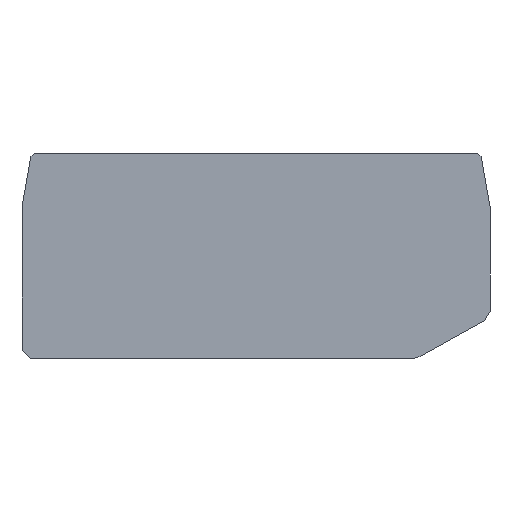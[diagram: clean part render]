
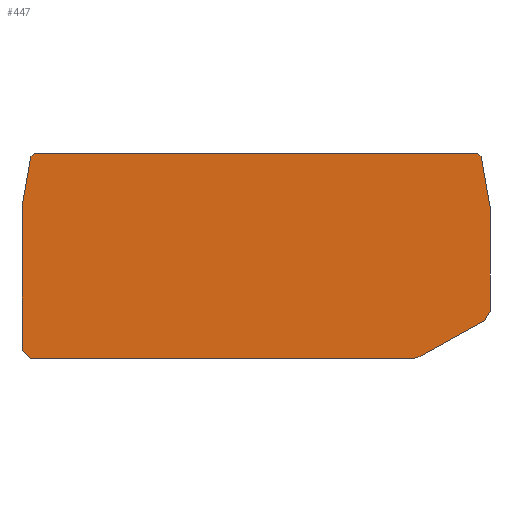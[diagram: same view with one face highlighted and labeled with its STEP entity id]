
A CAD part, front view. The second image highlights one B-rep face of the part: STEP entity #447.
In plain terms, the highlighted free-form (B-spline) face has degree [1, 1] with [2, 2] control points.
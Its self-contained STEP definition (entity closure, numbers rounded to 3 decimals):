
#39=CARTESIAN_POINT('',(32.325,-12.2,0.));
#40=VERTEX_POINT('',#39);
#56=CARTESIAN_POINT('',(33.052,-12.2,0.188));
#57=VERTEX_POINT('',#56);
#63=CARTESIAN_POINT('',(33.052,-12.2,0.188));
#64=CARTESIAN_POINT('',(32.713,-12.2,0.));
#65=CARTESIAN_POINT('',(32.325,-12.2,0.));
#66=(BOUNDED_CURVE()B_SPLINE_CURVE(2,(#63,#64,#65),.CIRCULAR_ARC.,.F.,.U.)B_SPLINE_CURVE_WITH_KNOTS((3,3),(0.,1.),.UNSPECIFIED.)CURVE()GEOMETRIC_REPRESENTATION_ITEM()RATIONAL_B_SPLINE_CURVE((1.,0.968,1.))REPRESENTATION_ITEM(''));
#67=EDGE_CURVE('',#57,#40,#66,.T.);
#85=CARTESIAN_POINT('',(42.527,-12.2,5.44));
#86=VERTEX_POINT('',#85);
#92=CARTESIAN_POINT('',(42.527,-12.2,5.44));
#93=CARTESIAN_POINT('',(33.052,-12.2,0.188));
#94=B_SPLINE_CURVE_WITH_KNOTS('',1,(#92,#93),.POLYLINE_FORM.,.F.,.U.,(2,2),(0.,1.),.UNSPECIFIED.);
#95=EDGE_CURVE('',#86,#57,#94,.T.);
#128=CARTESIAN_POINT('',(43.3,-12.2,6.752));
#129=VERTEX_POINT('',#128);
#135=CARTESIAN_POINT('',(43.3,-12.2,6.752));
#136=CARTESIAN_POINT('',(43.3,-12.2,5.869));
#137=CARTESIAN_POINT('',(42.527,-12.2,5.44));
#138=(BOUNDED_CURVE()B_SPLINE_CURVE(2,(#135,#136,#137),.CIRCULAR_ARC.,.F.,.U.)B_SPLINE_CURVE_WITH_KNOTS((3,3),(0.,1.),.UNSPECIFIED.)CURVE()GEOMETRIC_REPRESENTATION_ITEM()RATIONAL_B_SPLINE_CURVE((1.,0.862,1.))REPRESENTATION_ITEM(''));
#139=EDGE_CURVE('',#129,#86,#138,.T.);
#157=CARTESIAN_POINT('',(43.3,-12.2,21.682));
#158=VERTEX_POINT('',#157);
#164=CARTESIAN_POINT('',(43.3,-12.2,21.682));
#165=CARTESIAN_POINT('',(43.3,-12.2,6.752));
#166=B_SPLINE_CURVE_WITH_KNOTS('',1,(#164,#165),.POLYLINE_FORM.,.F.,.U.,(2,2),(0.,1.),.UNSPECIFIED.);
#167=EDGE_CURVE('',#158,#129,#166,.T.);
#185=CARTESIAN_POINT('',(42.038,-12.2,28.837));
#186=VERTEX_POINT('',#185);
#192=CARTESIAN_POINT('',(42.038,-12.2,28.837));
#193=CARTESIAN_POINT('',(43.3,-12.2,21.682));
#194=B_SPLINE_CURVE_WITH_KNOTS('',1,(#192,#193),.POLYLINE_FORM.,.F.,.U.,(2,2),(0.,1.),.UNSPECIFIED.);
#195=EDGE_CURVE('',#186,#158,#194,.T.);
#228=CARTESIAN_POINT('',(41.546,-12.2,29.25));
#229=VERTEX_POINT('',#228);
#235=CARTESIAN_POINT('',(41.546,-12.2,29.25));
#236=CARTESIAN_POINT('',(41.966,-12.2,29.25));
#237=CARTESIAN_POINT('',(42.038,-12.2,28.837));
#238=(BOUNDED_CURVE()B_SPLINE_CURVE(2,(#235,#236,#237),.CIRCULAR_ARC.,.F.,.U.)B_SPLINE_CURVE_WITH_KNOTS((3,3),(0.,1.),.UNSPECIFIED.)CURVE()GEOMETRIC_REPRESENTATION_ITEM()RATIONAL_B_SPLINE_CURVE((1.,0.766,1.))REPRESENTATION_ITEM(''));
#239=EDGE_CURVE('',#229,#186,#238,.T.);
#249=CARTESIAN_POINT('',(-22.1,-12.2,0.));
#250=VERTEX_POINT('',#249);
#264=CARTESIAN_POINT('',(32.325,-12.2,0.));
#265=CARTESIAN_POINT('',(-22.1,-12.2,0.));
#266=B_SPLINE_CURVE_WITH_KNOTS('',1,(#264,#265),.POLYLINE_FORM.,.F.,.U.,(2,2),(0.,1.),.UNSPECIFIED.);
#267=EDGE_CURVE('',#40,#250,#266,.T.);
#277=CARTESIAN_POINT('',(-22.038,-12.2,28.837));
#278=VERTEX_POINT('',#277);
#293=CARTESIAN_POINT('',(-23.3,-12.2,21.682));
#294=VERTEX_POINT('',#293);
#300=CARTESIAN_POINT('',(-23.3,-12.2,21.682));
#301=CARTESIAN_POINT('',(-22.038,-12.2,28.837));
#302=B_SPLINE_CURVE_WITH_KNOTS('',1,(#300,#301),.POLYLINE_FORM.,.F.,.U.,(2,2),(0.,1.),.UNSPECIFIED.);
#303=EDGE_CURVE('',#294,#278,#302,.T.);
#321=CARTESIAN_POINT('',(-23.3,-12.2,1.2));
#322=VERTEX_POINT('',#321);
#328=CARTESIAN_POINT('',(-23.3,-12.2,1.2));
#329=CARTESIAN_POINT('',(-23.3,-12.2,21.682));
#330=B_SPLINE_CURVE_WITH_KNOTS('',1,(#328,#329),.POLYLINE_FORM.,.F.,.U.,(2,2),(0.,1.),.UNSPECIFIED.);
#331=EDGE_CURVE('',#322,#294,#330,.T.);
#355=CARTESIAN_POINT('',(-22.1,-12.2,0.));
#356=CARTESIAN_POINT('',(-23.3,-12.2,0.));
#357=CARTESIAN_POINT('',(-23.3,-12.2,1.2));
#358=(BOUNDED_CURVE()B_SPLINE_CURVE(2,(#355,#356,#357),.CIRCULAR_ARC.,.F.,.U.)B_SPLINE_CURVE_WITH_KNOTS((3,3),(0.,1.),.UNSPECIFIED.)CURVE()GEOMETRIC_REPRESENTATION_ITEM()RATIONAL_B_SPLINE_CURVE((1.,0.707,1.))REPRESENTATION_ITEM(''));
#359=EDGE_CURVE('',#250,#322,#358,.T.);
#383=CARTESIAN_POINT('',(-21.546,-12.2,29.25));
#384=VERTEX_POINT('',#383);
#399=CARTESIAN_POINT('',(-22.038,-12.2,28.837));
#400=CARTESIAN_POINT('',(-21.966,-12.2,29.25));
#401=CARTESIAN_POINT('',(-21.546,-12.2,29.25));
#402=(BOUNDED_CURVE()B_SPLINE_CURVE(2,(#399,#400,#401),.CIRCULAR_ARC.,.F.,.U.)B_SPLINE_CURVE_WITH_KNOTS((3,3),(0.,1.),.UNSPECIFIED.)CURVE()GEOMETRIC_REPRESENTATION_ITEM()RATIONAL_B_SPLINE_CURVE((1.,0.766,1.))REPRESENTATION_ITEM(''));
#403=EDGE_CURVE('',#278,#384,#402,.T.);
#420=CARTESIAN_POINT('',(-21.546,-12.2,29.25));
#421=CARTESIAN_POINT('',(41.546,-12.2,29.25));
#422=B_SPLINE_CURVE_WITH_KNOTS('',1,(#420,#421),.POLYLINE_FORM.,.F.,.U.,(2,2),(0.,1.),.UNSPECIFIED.);
#423=EDGE_CURVE('',#384,#229,#422,.T.);
#428=CARTESIAN_POINT('',(46.37,-12.2,-21.745));
#429=CARTESIAN_POINT('',(-26.37,-12.2,-21.745));
#430=CARTESIAN_POINT('',(46.37,-12.2,50.995));
#431=CARTESIAN_POINT('',(-26.37,-12.2,50.995));
#432=B_SPLINE_SURFACE_WITH_KNOTS('',1,1,((#428,#429),(#430,#431)),.PLANE_SURF.,.F.,.F.,.U.,(2,2),(2,2),(0.,1.),(0.,1.),.UNSPECIFIED.);
#433=ORIENTED_EDGE('',*,*,#403,.F.);
#434=ORIENTED_EDGE('',*,*,#303,.F.);
#435=ORIENTED_EDGE('',*,*,#331,.F.);
#436=ORIENTED_EDGE('',*,*,#359,.F.);
#437=ORIENTED_EDGE('',*,*,#267,.F.);
#438=ORIENTED_EDGE('',*,*,#67,.F.);
#439=ORIENTED_EDGE('',*,*,#95,.F.);
#440=ORIENTED_EDGE('',*,*,#139,.F.);
#441=ORIENTED_EDGE('',*,*,#167,.F.);
#442=ORIENTED_EDGE('',*,*,#195,.F.);
#443=ORIENTED_EDGE('',*,*,#239,.F.);
#444=ORIENTED_EDGE('',*,*,#423,.F.);
#445=EDGE_LOOP('',(#433,#434,#435,#436,#437,#438,#439,#440,#441,#442,#443,#444));
#446=FACE_OUTER_BOUND('',#445,.T.);
#447=ADVANCED_FACE('',(#446),#432,.T.);
